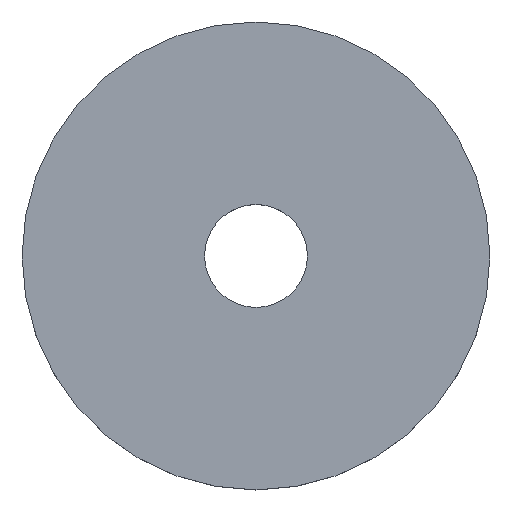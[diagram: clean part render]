
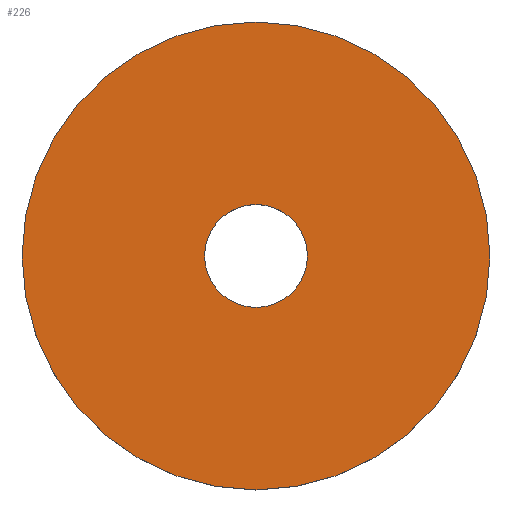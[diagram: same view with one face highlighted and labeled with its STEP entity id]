
A CAD part, top view. The second image highlights one B-rep face of the part: STEP entity #226.
In plain terms, the highlighted planar face has unit normal (0, 0, 1).
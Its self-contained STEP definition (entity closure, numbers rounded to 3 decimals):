
#4 = AXIS2_PLACEMENT_3D ( 'NONE', #38, #29, #31 ) ;
#7 = ORIENTED_EDGE ( 'NONE', *, *, #68, .F. ) ;
#9 = AXIS2_PLACEMENT_3D ( 'NONE', #22, #51, #181 ) ;
#12 = CARTESIAN_POINT ( 'NONE',  ( -7.5, 0., 1.8 ) ) ;
#17 = AXIS2_PLACEMENT_3D ( 'NONE', #88, #103, #96 ) ;
#22 = CARTESIAN_POINT ( 'NONE',  ( 0., 0., 1.8 ) ) ;
#25 = VERTEX_POINT ( 'NONE', #116 ) ;
#29 = DIRECTION ( 'NONE',  ( 0., 0., 1. ) ) ;
#31 = DIRECTION ( 'NONE',  ( 1., 0., 0. ) ) ;
#37 = CARTESIAN_POINT ( 'NONE',  ( 0., 0., 1.8 ) ) ;
#38 = CARTESIAN_POINT ( 'NONE',  ( 0., 0., 1.8 ) ) ;
#46 = DIRECTION ( 'NONE',  ( 1., 0., 0. ) ) ;
#51 = DIRECTION ( 'NONE',  ( 0., 0., 1. ) ) ;
#53 = AXIS2_PLACEMENT_3D ( 'NONE', #157, #74, #76 ) ;
#56 = PLANE ( 'NONE',  #59 ) ;
#57 = VERTEX_POINT ( 'NONE', #148 ) ;
#59 = AXIS2_PLACEMENT_3D ( 'NONE', #37, #150, #46 ) ;
#68 = EDGE_CURVE ( 'NONE', #25, #82, #99, .T. ) ;
#69 = EDGE_LOOP ( 'NONE', ( #7, #176 ) ) ;
#74 = DIRECTION ( 'NONE',  ( 0., 0., 1. ) ) ;
#76 = DIRECTION ( 'NONE',  ( 1., 0., 0. ) ) ;
#82 = VERTEX_POINT ( 'NONE', #173 ) ;
#85 = EDGE_CURVE ( 'NONE', #57, #172, #190, .T. ) ;
#88 = CARTESIAN_POINT ( 'NONE',  ( 0., 0., 1.8 ) ) ;
#92 = FACE_BOUND ( 'NONE', #69, .T. ) ;
#96 = DIRECTION ( 'NONE',  ( 1., 0., 0. ) ) ;
#99 = CIRCLE ( 'NONE', #53, 1.65 ) ;
#103 = DIRECTION ( 'NONE',  ( 0., 0., 1. ) ) ;
#112 = EDGE_LOOP ( 'NONE', ( #194, #201 ) ) ;
#116 = CARTESIAN_POINT ( 'NONE',  ( -1.65, 0., 1.8 ) ) ;
#131 = CIRCLE ( 'NONE', #9, 7.5 ) ;
#135 = EDGE_CURVE ( 'NONE', #172, #57, #131, .T. ) ;
#144 = FACE_OUTER_BOUND ( 'NONE', #112, .T. ) ;
#148 = CARTESIAN_POINT ( 'NONE',  ( 7.5, 0., 1.8 ) ) ;
#150 = DIRECTION ( 'NONE',  ( 0., 0., 1. ) ) ;
#157 = CARTESIAN_POINT ( 'NONE',  ( 0., 0., 1.8 ) ) ;
#172 = VERTEX_POINT ( 'NONE', #12 ) ;
#173 = CARTESIAN_POINT ( 'NONE',  ( 1.65, 0., 1.8 ) ) ;
#176 = ORIENTED_EDGE ( 'NONE', *, *, #182, .F. ) ;
#181 = DIRECTION ( 'NONE',  ( 1., 0., 0. ) ) ;
#182 = EDGE_CURVE ( 'NONE', #82, #25, #229, .T. ) ;
#190 = CIRCLE ( 'NONE', #17, 7.5 ) ;
#194 = ORIENTED_EDGE ( 'NONE', *, *, #135, .T. ) ;
#201 = ORIENTED_EDGE ( 'NONE', *, *, #85, .T. ) ;
#226 = ADVANCED_FACE ( 'NONE', ( #144, #92 ), #56, .T. ) ;
#229 = CIRCLE ( 'NONE', #4, 1.65 ) ;
